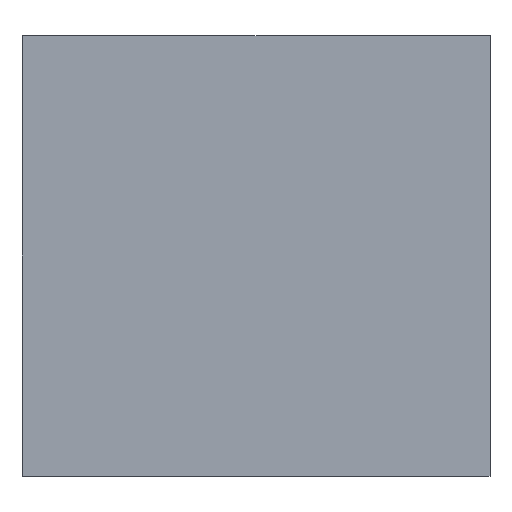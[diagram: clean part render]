
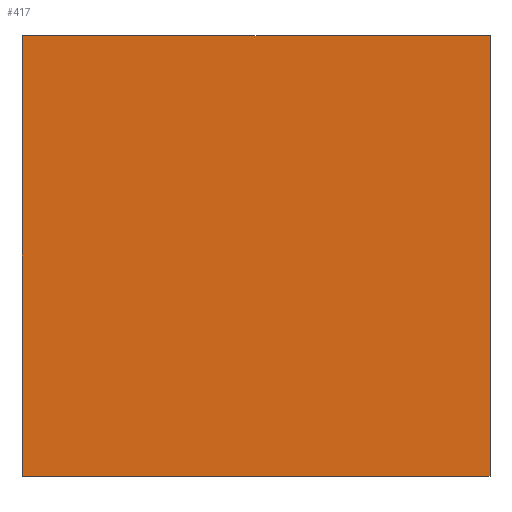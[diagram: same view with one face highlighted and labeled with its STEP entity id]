
A CAD part, front view. The second image highlights one B-rep face of the part: STEP entity #417.
In plain terms, the highlighted planar face has unit normal (0, -1, 0).
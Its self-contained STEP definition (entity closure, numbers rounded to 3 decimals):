
#77 = EDGE_CURVE('',#78,#80,#82,.T.);
#78 = VERTEX_POINT('',#79);
#79 = CARTESIAN_POINT('',(0.,-170.,8.));
#80 = VERTEX_POINT('',#81);
#81 = CARTESIAN_POINT('',(0.,-170.,168.));
#82 = LINE('',#83,#84);
#83 = CARTESIAN_POINT('',(0.,-170.,8.));
#84 = VECTOR('',#85,1.);
#85 = DIRECTION('',(0.,0.,1.));
#228 = EDGE_CURVE('',#229,#231,#233,.T.);
#229 = VERTEX_POINT('',#230);
#230 = CARTESIAN_POINT('',(-170.,-170.,8.));
#231 = VERTEX_POINT('',#232);
#232 = CARTESIAN_POINT('',(-170.,-170.,168.));
#233 = LINE('',#234,#235);
#234 = CARTESIAN_POINT('',(-170.,-170.,8.));
#235 = VECTOR('',#236,1.);
#236 = DIRECTION('',(0.,0.,1.));
#397 = EDGE_CURVE('',#229,#78,#398,.T.);
#398 = LINE('',#399,#400);
#399 = CARTESIAN_POINT('',(-162.,-170.,8.));
#400 = VECTOR('',#401,1.);
#401 = DIRECTION('',(1.,0.,0.));
#417 = ADVANCED_FACE('',(#418),#429,.T.);
#418 = FACE_BOUND('',#419,.T.);
#419 = EDGE_LOOP('',(#420,#421,#422,#428));
#420 = ORIENTED_EDGE('',*,*,#397,.T.);
#421 = ORIENTED_EDGE('',*,*,#77,.T.);
#422 = ORIENTED_EDGE('',*,*,#423,.F.);
#423 = EDGE_CURVE('',#231,#80,#424,.T.);
#424 = LINE('',#425,#426);
#425 = CARTESIAN_POINT('',(-162.,-170.,168.));
#426 = VECTOR('',#427,1.);
#427 = DIRECTION('',(1.,0.,0.));
#428 = ORIENTED_EDGE('',*,*,#228,.F.);
#429 = PLANE('',#430);
#430 = AXIS2_PLACEMENT_3D('',#431,#432,#433);
#431 = CARTESIAN_POINT('',(-85.,-170.,88.));
#432 = DIRECTION('',(-0.,-1.,-0.));
#433 = DIRECTION('',(0.,0.,-1.));
